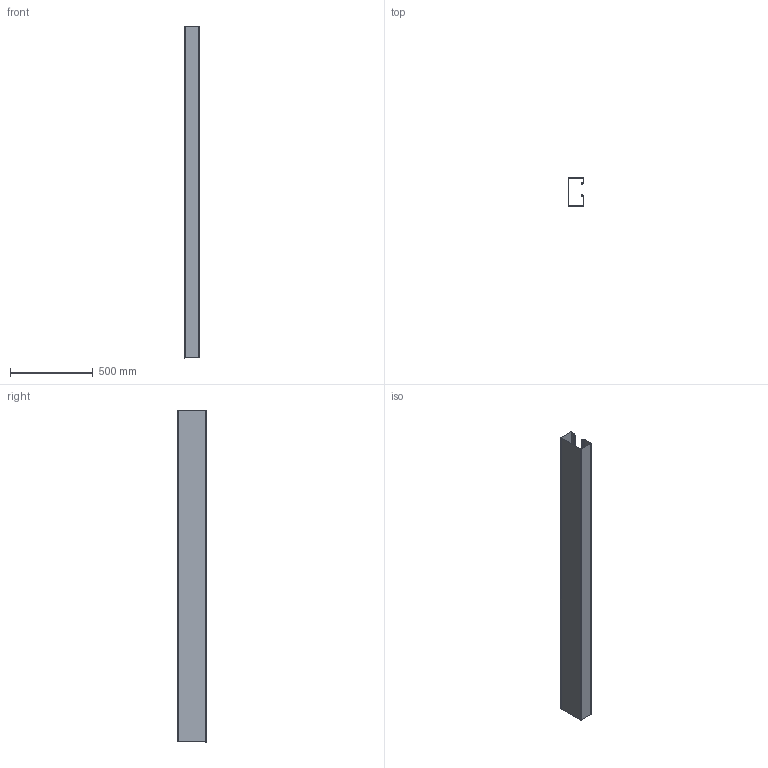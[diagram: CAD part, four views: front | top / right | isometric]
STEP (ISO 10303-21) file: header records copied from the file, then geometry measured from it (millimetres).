
FILE_DESCRIPTION(/* description */ (''),/* implementation_level */ '2;1');
FILE_NAME(/* name */ '6277900',/* time_stamp */ '2015-07-23T16:53:06+02:00',/* author */ (''),/* organization */ (''),/* preprocessor_version */ 'ST-DEVELOPER v15',/* originating_system */ '',/* authorisation */ '');
FILE_SCHEMA (('CONFIG_CONTROL_DESIGN'));
Length unit declared in the file: millimetre
Products named in the file (1): Document
Bounding box: 90 x 170 x 2000 mm (x, y, z)
Volume: 980587.7 mm3; surface area: 1965643.7 mm2
Topology: 1 solids, 1 shells, 114 faces, 232 edges, 120 vertices
Faces by surface type: plane 72, bspline 42
Entity records: 3378 total; most frequent: CARTESIAN_POINT 1698, ORIENTED_EDGE 464, EDGE_CURVE 232, B_SPLINE_CURVE_WITH_KNOTS 200, VERTEX_POINT 120, ADVANCED_FACE 114, FACE_OUTER_BOUND 114, EDGE_LOOP 114
